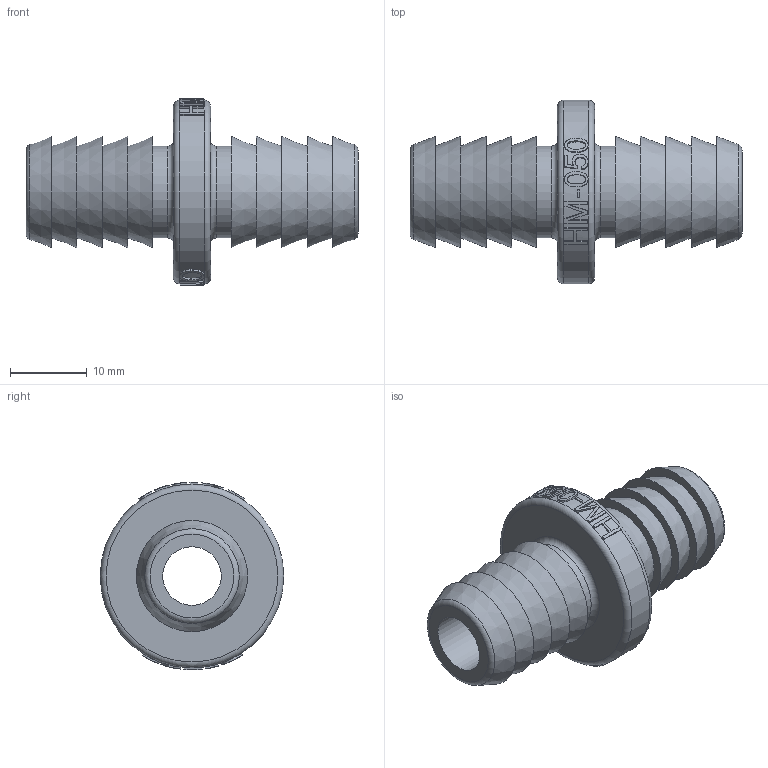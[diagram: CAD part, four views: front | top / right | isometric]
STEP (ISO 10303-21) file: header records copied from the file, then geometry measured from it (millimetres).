
FILE_DESCRIPTION(/* description */ ('1/2" HOSE MENDER'),/* implementation_level */ '2;1');
FILE_NAME(/* name */ 'HM050.stp',/* time_stamp */ '2013-11-15T10:51:07-05:00',/* author */ ('DCerny'),/* organization */ (''),/* preprocessor_version */ 'ST-DEVELOPER v15.2',/* originating_system */ 'Autodesk Inventor 2014',/* authorisation */ '');
FILE_SCHEMA (('AUTOMOTIVE_DESIGN { 1 0 10303 214 3 1 1 }'));
Length unit declared in the file: inch
Products named in the file (1): HM050
Bounding box: 43.18 x 23.88 x 24.37 mm (x, y, z)
Volume: 5322 mm3; surface area: 4354.2 mm2
Topology: 1 solids, 1 shells, 180 faces, 441 edges, 292 vertices
Faces by surface type: plane 72, bspline 71, cylinder 21, cone 10, torus 6
Full cylindrical faces by diameter (mm): 7.62 x1, 11.938 x2, 23.876 x1
Entity records: 15444 total; most frequent: CARTESIAN_POINT 11760, ORIENTED_EDGE 842, DIRECTION 521, EDGE_CURVE 421, VERTEX_POINT 292, EDGE_LOOP 231, B_SPLINE_CURVE_WITH_KNOTS 193, AXIS2_PLACEMENT_3D 183
